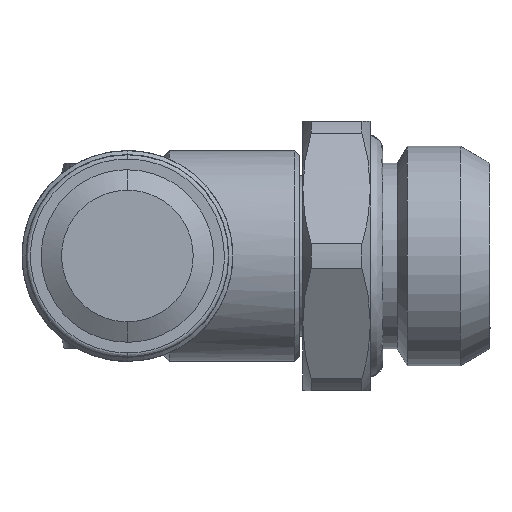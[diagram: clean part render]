
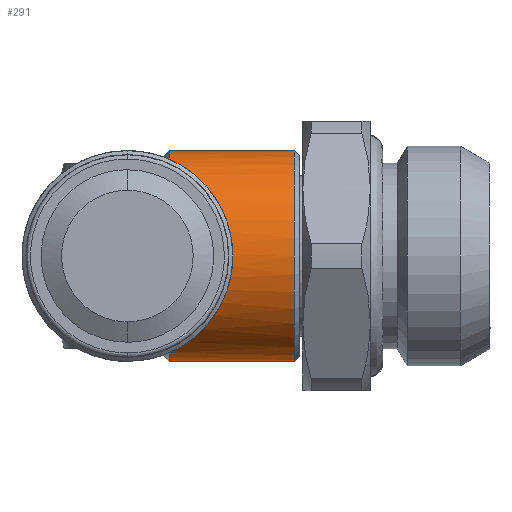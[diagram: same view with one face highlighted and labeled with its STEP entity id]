
A CAD part, left-side view. The second image highlights one B-rep face of the part: STEP entity #291.
In plain terms, the highlighted cylindrical face has radius 6.269 mm (diameter 12.537 mm), a partial arc.
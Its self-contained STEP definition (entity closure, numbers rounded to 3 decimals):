
#264 = VECTOR ( 'NONE', #5671, 1000. ) ;
#266 = LINE ( 'NONE', #5696, #264 ) ;
#291 = ADVANCED_FACE ( 'NONE', ( #4396 ), #4166, .T. ) ;
#834 = CIRCLE ( 'NONE', #6127, 6.269 ) ;
#899 = CIRCLE ( 'NONE', #6031, 6.269 ) ;
#919 = CIRCLE ( 'NONE', #5879, 6.269 ) ;
#1245 = CARTESIAN_POINT ( 'NONE',  ( -7.503, -53.836, 31.077 ) ) ;
#1362 = DIRECTION ( 'NONE',  ( -1., 0., 0. ) ) ;
#1363 = DIRECTION ( 'NONE',  ( 0., -1., 0. ) ) ;
#1364 = CARTESIAN_POINT ( 'NONE',  ( -5.028, -61.291, 36.837 ) ) ;
#1746 =( BOUNDED_CURVE ( )  B_SPLINE_CURVE ( 3, ( #2964, #2946, #2939, #2938 ),
 .UNSPECIFIED., .F., .F. ) 
 B_SPLINE_CURVE_WITH_KNOTS ( ( 4, 4 ),
 ( 1.977, 4.307 ),
 .UNSPECIFIED. ) 
 CURVE ( )  GEOMETRIC_REPRESENTATION_ITEM ( )  RATIONAL_B_SPLINE_CURVE ( ( 1., 0.596, 0.596, 1. ) ) 
 REPRESENTATION_ITEM ( '' )  );
#2562 = CARTESIAN_POINT ( 'NONE',  ( -5.028, -61.291, 43.105 ) ) ;
#2900 = DIRECTION ( 'NONE',  ( -1., 0., 0. ) ) ;
#2901 = DIRECTION ( 'NONE',  ( 0., 1., 0. ) ) ;
#2902 = CARTESIAN_POINT ( 'NONE',  ( -5.028, -53.836, 36.837 ) ) ;
#2938 = CARTESIAN_POINT ( 'NONE',  ( -7.503, -53.836, 42.596 ) ) ;
#2939 = CARTESIAN_POINT ( 'NONE',  ( -13.417, -59.75, 40.055 ) ) ;
#2946 = CARTESIAN_POINT ( 'NONE',  ( -13.417, -59.75, 33.618 ) ) ;
#2964 = CARTESIAN_POINT ( 'NONE',  ( -7.503, -53.836, 31.077 ) ) ;
#3261 = CARTESIAN_POINT ( 'NONE',  ( -7.503, -53.836, 42.596 ) ) ;
#3267 = CARTESIAN_POINT ( 'NONE',  ( -5.028, -53.836, 43.105 ) ) ;
#3341 = CARTESIAN_POINT ( 'NONE',  ( -5.028, -61.291, 30.568 ) ) ;
#3349 = CARTESIAN_POINT ( 'NONE',  ( -5.028, -53.836, 30.568 ) ) ;
#3581 = EDGE_CURVE ( 'NONE', #4624, #4757, #919, .T. ) ;
#3597 = EDGE_CURVE ( 'NONE', #4684, #4699, #899, .T. ) ;
#3665 = EDGE_CURVE ( 'NONE', #4819, #4699, #1746, .T. ) ;
#3672 = EDGE_CURVE ( 'NONE', #4695, #4819, #834, .T. ) ;
#3714 = DIRECTION ( 'NONE',  ( 0., 1., 0. ) ) ;
#3741 = EDGE_LOOP ( 'NONE', ( #3885, #3805, #4311, #4321, #3887, #3900 ) ) ;
#3805 = ORIENTED_EDGE ( 'NONE', *, *, #3581, .F. ) ;
#3885 = ORIENTED_EDGE ( 'NONE', *, *, #7231, .F. ) ;
#3887 = ORIENTED_EDGE ( 'NONE', *, *, #3665, .F. ) ;
#3900 = ORIENTED_EDGE ( 'NONE', *, *, #3672, .F. ) ;
#4166 = CYLINDRICAL_SURFACE ( 'NONE', #7315, 6.269 ) ;
#4311 = ORIENTED_EDGE ( 'NONE', *, *, #7400, .T. ) ;
#4321 = ORIENTED_EDGE ( 'NONE', *, *, #3597, .T. ) ;
#4396 = FACE_OUTER_BOUND ( 'NONE', #3741, .T. ) ;
#4624 = VERTEX_POINT ( 'NONE', #2562 ) ;
#4684 = VERTEX_POINT ( 'NONE', #3267 ) ;
#4695 = VERTEX_POINT ( 'NONE', #3349 ) ;
#4699 = VERTEX_POINT ( 'NONE', #3261 ) ;
#4757 = VERTEX_POINT ( 'NONE', #3341 ) ;
#4819 = VERTEX_POINT ( 'NONE', #1245 ) ;
#4967 = CARTESIAN_POINT ( 'NONE',  ( -5.028, -61.291, 43.105 ) ) ;
#5193 = DIRECTION ( 'NONE',  ( 0., 0., 1. ) ) ;
#5194 = DIRECTION ( 'NONE',  ( 0., -1., 0. ) ) ;
#5195 = CARTESIAN_POINT ( 'NONE',  ( -5.028, -53.836, 36.837 ) ) ;
#5671 = DIRECTION ( 'NONE',  ( 0., 1., 0. ) ) ;
#5696 = CARTESIAN_POINT ( 'NONE',  ( -5.028, -61.291, 30.568 ) ) ;
#5879 = AXIS2_PLACEMENT_3D ( 'NONE', #1364, #1363, #1362 ) ;
#6031 = AXIS2_PLACEMENT_3D ( 'NONE', #5195, #5194, #5193 ) ;
#6127 = AXIS2_PLACEMENT_3D ( 'NONE', #2902, #2901, #2900 ) ;
#6849 = CARTESIAN_POINT ( 'NONE',  ( -5.028, -61.291, 36.837 ) ) ;
#6869 = DIRECTION ( 'NONE',  ( 0., 1., 0. ) ) ;
#6920 = DIRECTION ( 'NONE',  ( 0., 0., 1. ) ) ;
#7231 = EDGE_CURVE ( 'NONE', #4757, #4695, #266, .T. ) ;
#7315 = AXIS2_PLACEMENT_3D ( 'NONE', #6849, #6869, #6920 ) ;
#7400 = EDGE_CURVE ( 'NONE', #4624, #4684, #7561, .T. ) ;
#7558 = VECTOR ( 'NONE', #3714, 1000. ) ;
#7561 = LINE ( 'NONE', #4967, #7558 ) ;
